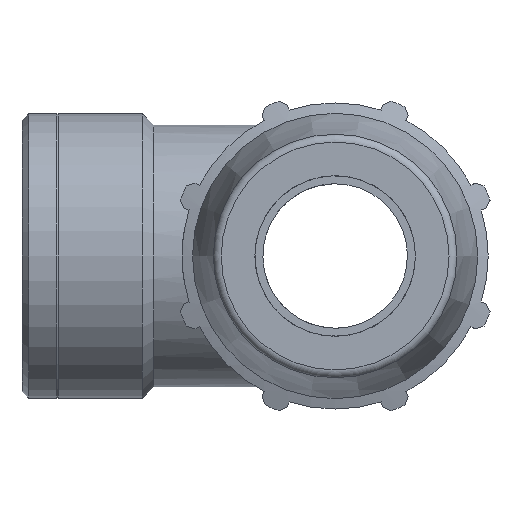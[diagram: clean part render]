
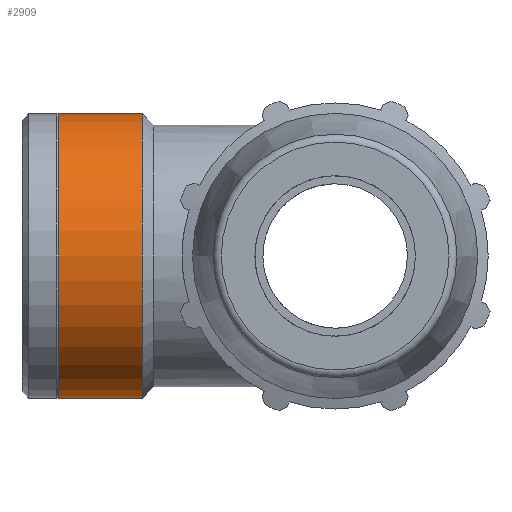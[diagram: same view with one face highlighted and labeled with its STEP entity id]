
A CAD part, left-side view. The second image highlights one B-rep face of the part: STEP entity #2909.
In plain terms, the highlighted cylindrical face has radius 35.41 mm (diameter 70.82 mm), a full revolution.
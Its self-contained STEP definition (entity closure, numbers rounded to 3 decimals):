
#626=FACE_BOUND('',#989,.T.);
#785=FACE_OUTER_BOUND('',#988,.T.);
#988=EDGE_LOOP('',(#2542));
#989=EDGE_LOOP('',(#2543));
#1115=CIRCLE('',#3193,35.41);
#1116=CIRCLE('',#3195,35.41);
#1387=VERTEX_POINT('',#5012);
#1388=VERTEX_POINT('',#5015);
#1773=EDGE_CURVE('',#1387,#1387,#1115,.T.);
#1774=EDGE_CURVE('',#1388,#1388,#1116,.T.);
#2542=ORIENTED_EDGE('',*,*,#1773,.T.);
#2543=ORIENTED_EDGE('',*,*,#1774,.F.);
#2592=CYLINDRICAL_SURFACE('',#3194,35.41);
#2909=ADVANCED_FACE('',(#785,#626),#2592,.T.);
#3193=AXIS2_PLACEMENT_3D('',#5013,#3951,#3952);
#3194=AXIS2_PLACEMENT_3D('',#5014,#3953,#3954);
#3195=AXIS2_PLACEMENT_3D('',#5016,#3955,#3956);
#3951=DIRECTION('center_axis',(0.,1.,0.));
#3952=DIRECTION('ref_axis',(1.,0.,0.));
#3953=DIRECTION('center_axis',(0.,1.,0.));
#3954=DIRECTION('ref_axis',(-1.,0.,0.));
#3955=DIRECTION('center_axis',(0.,1.,0.));
#3956=DIRECTION('ref_axis',(1.,0.,0.));
#5012=CARTESIAN_POINT('',(-35.41,48.,0.));
#5013=CARTESIAN_POINT('Origin',(0.,48.,0.));
#5014=CARTESIAN_POINT('Origin',(0.,58.5,0.));
#5015=CARTESIAN_POINT('',(-35.41,69.,0.));
#5016=CARTESIAN_POINT('Origin',(0.,69.,0.));
